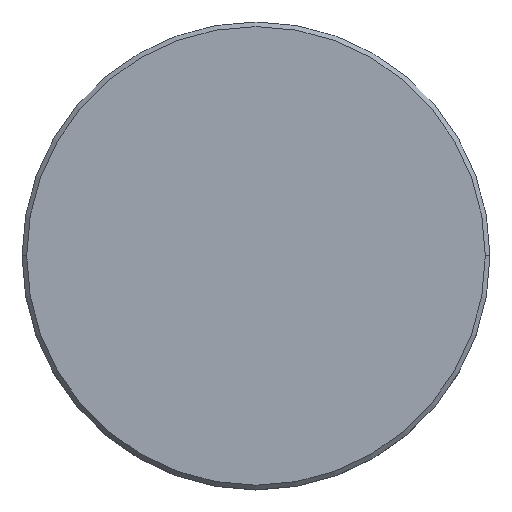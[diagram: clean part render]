
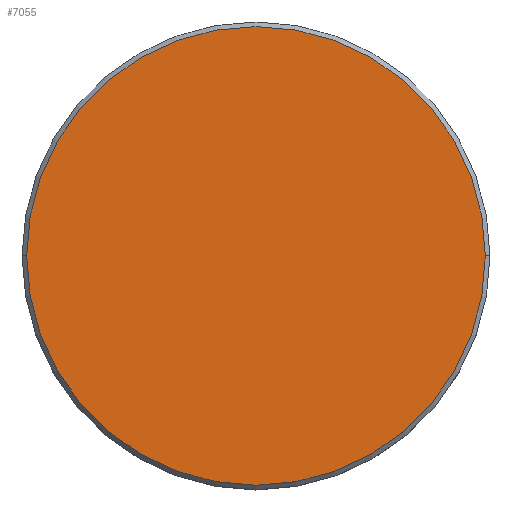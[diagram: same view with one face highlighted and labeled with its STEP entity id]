
A CAD part, top view. The second image highlights one B-rep face of the part: STEP entity #7055.
In plain terms, the highlighted planar face has unit normal (0, 0, 1).
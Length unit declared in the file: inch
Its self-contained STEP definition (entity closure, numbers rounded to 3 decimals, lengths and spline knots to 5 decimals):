
#957 = ORIENTED_EDGE ( 'NONE', *, *, #4329, .T. ) ;
#995 = CARTESIAN_POINT ( 'NONE',  ( 0., 0., 0.11811 ) ) ;
#1357 = CARTESIAN_POINT ( 'NONE',  ( 0., 0., 0.11811 ) ) ;
#1742 = DIRECTION ( 'NONE',  ( 1., 0., 0. ) ) ;
#1796 = FACE_OUTER_BOUND ( 'NONE', #6508, .T. ) ;
#2113 = DIRECTION ( 'NONE',  ( 1., 0., 0. ) ) ;
#2170 = CARTESIAN_POINT ( 'NONE',  ( -0.49016, 0., 0.11811 ) ) ;
#3075 = AXIS2_PLACEMENT_3D ( 'NONE', #995, #6309, #1742 ) ;
#3648 = CARTESIAN_POINT ( 'NONE',  ( 0., 0., 0.11811 ) ) ;
#3718 = CIRCLE ( 'NONE', #3075, 0.49016 ) ;
#4329 = EDGE_CURVE ( 'NONE', #8777, #8921, #9424, .T. ) ;
#4417 = DIRECTION ( 'NONE',  ( 0., 0., 1. ) ) ;
#5112 = EDGE_CURVE ( 'NONE', #8921, #8777, #3718, .T. ) ;
#6005 = AXIS2_PLACEMENT_3D ( 'NONE', #1357, #6688, #2113 ) ;
#6309 = DIRECTION ( 'NONE',  ( 0., 0., 1. ) ) ;
#6508 = EDGE_LOOP ( 'NONE', ( #7264, #957 ) ) ;
#6688 = DIRECTION ( 'NONE',  ( 0., 0., 1. ) ) ;
#7055 = ADVANCED_FACE ( 'NONE', ( #1796 ), #9706, .T. ) ;
#7264 = ORIENTED_EDGE ( 'NONE', *, *, #5112, .T. ) ;
#8060 = CARTESIAN_POINT ( 'NONE',  ( 0.49016, 0., 0.11811 ) ) ;
#8777 = VERTEX_POINT ( 'NONE', #8060 ) ;
#8921 = VERTEX_POINT ( 'NONE', #2170 ) ;
#9151 = AXIS2_PLACEMENT_3D ( 'NONE', #3648, #4417, #9767 ) ;
#9424 = CIRCLE ( 'NONE', #6005, 0.49016 ) ;
#9706 = PLANE ( 'NONE',  #9151 ) ;
#9767 = DIRECTION ( 'NONE',  ( 1., 0., 0. ) ) ;
